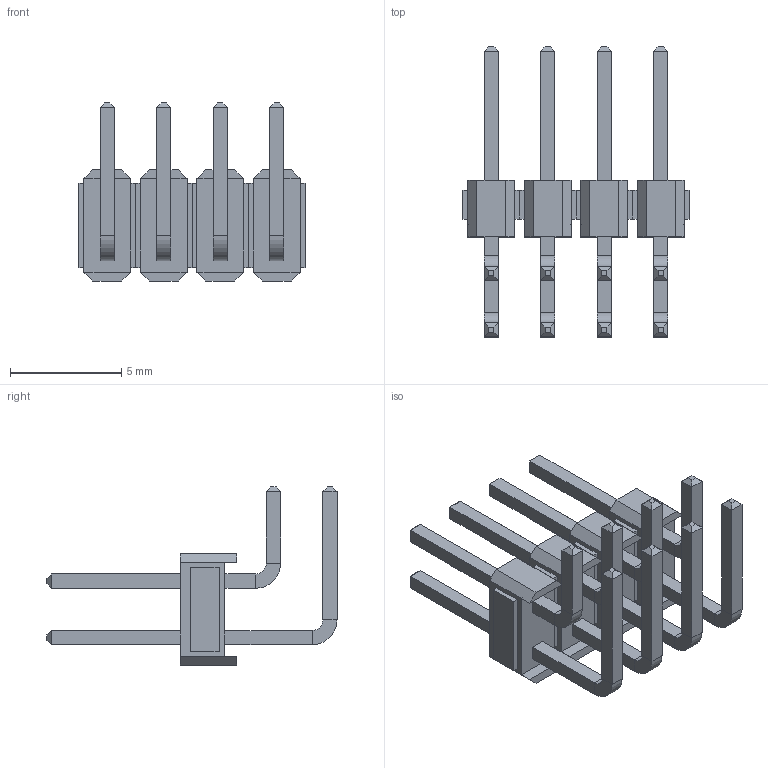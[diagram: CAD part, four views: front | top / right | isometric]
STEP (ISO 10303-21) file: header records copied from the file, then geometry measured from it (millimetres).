
FILE_DESCRIPTION (( 'STEP AP214' ), '1' );
FILE_NAME ('PLDR-08.STEP', '2019-07-02T20:38:02', ( '' ), ( '' ), 'SwSTEP 2.0', 'SolidWorks 2018', '' );
FILE_SCHEMA (( 'AUTOMOTIVE_DESIGN' ));
Length unit declared in the file: millimetre
Products named in the file (1): PLDR-08
Bounding box: 10.16 x 13.04 x 8 mm (x, y, z)
Volume: 140.3 mm3; surface area: 518.4 mm2
Topology: 4 solids, 4 shells, 304 faces, 672 edges, 400 vertices
Faces by surface type: plane 288, cylinder 16
Entity records: 11441 total; most frequent: CARTESIAN_POINT 1377, ORIENTED_EDGE 1344, DIRECTION 1314, EDGE_CURVE 672, VECTOR 640, LINE 640, VERTEX_POINT 400, AXIS2_PLACEMENT_3D 337
